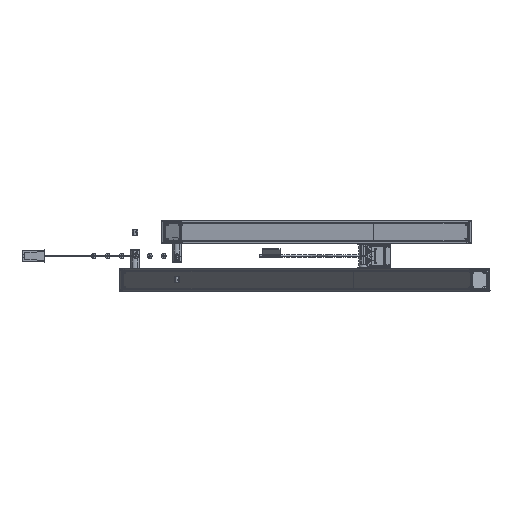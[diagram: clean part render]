
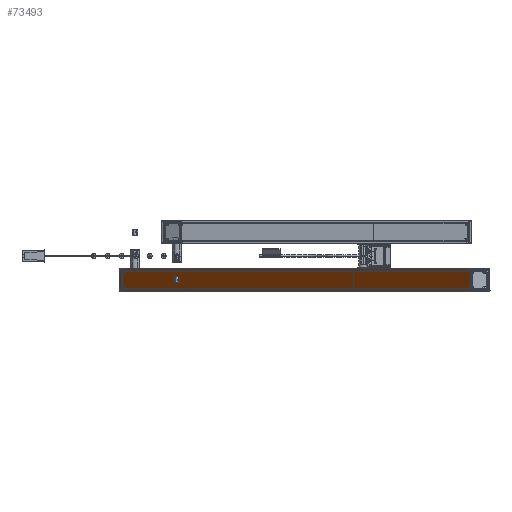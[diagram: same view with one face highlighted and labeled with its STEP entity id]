
A CAD part, left-side view. The second image highlights one B-rep face of the part: STEP entity #73493.
In plain terms, the highlighted face is planar.
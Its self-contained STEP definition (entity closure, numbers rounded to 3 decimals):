
#72823=DIRECTION('',(0.,0.,1.));
#72824=VECTOR('',#72823,24.);
#72825=CARTESIAN_POINT('',(-375.,12.,-12.));
#72826=LINE('',#72825,#72824);
#72907=DIRECTION('',(1.,0.,0.));
#72908=VECTOR('',#72907,750.);
#72909=CARTESIAN_POINT('',(-375.,12.,12.));
#72910=LINE('',#72909,#72908);
#72911=DIRECTION('',(1.,0.,0.));
#72912=VECTOR('',#72911,750.);
#72913=CARTESIAN_POINT('',(-375.,12.,-12.));
#72914=LINE('',#72913,#72912);
#72965=DIRECTION('',(0.,0.,1.));
#72966=VECTOR('',#72965,24.);
#72967=CARTESIAN_POINT('',(375.,12.,-12.));
#72968=LINE('',#72967,#72966);
#73287=CARTESIAN_POINT('',(-375.,12.,12.));
#73289=VERTEX_POINT('',#73287);
#73293=CARTESIAN_POINT('',(-375.,12.,-12.));
#73294=VERTEX_POINT('',#73293);
#73303=CARTESIAN_POINT('',(375.,12.,12.));
#73305=VERTEX_POINT('',#73303);
#73309=CARTESIAN_POINT('',(375.,12.,-12.));
#73310=VERTEX_POINT('',#73309);
#73480=CARTESIAN_POINT('',(-375.,12.,-12.));
#73481=DIRECTION('',(0.,1.,0.));
#73482=DIRECTION('',(0.,0.,1.));
#73483=AXIS2_PLACEMENT_3D('',#73480,#73481,#73482);
#73484=PLANE('',#73483);
#73485=ORIENTED_EDGE('',*,*,#73418,.F.);
#73487=ORIENTED_EDGE('',*,*,#73486,.T.);
#73489=ORIENTED_EDGE('',*,*,#73488,.T.);
#73490=ORIENTED_EDGE('',*,*,#73471,.F.);
#73491=EDGE_LOOP('',(#73485,#73487,#73489,#73490));
#73492=FACE_OUTER_BOUND('',#73491,.F.);
#73493=ADVANCED_FACE('',(#73492),#73484,.T.);
#73418=EDGE_CURVE('',#73294,#73289,#72826,.T.);
#73471=EDGE_CURVE('',#73289,#73305,#72910,.T.);
#73486=EDGE_CURVE('',#73294,#73310,#72914,.T.);
#73488=EDGE_CURVE('',#73310,#73305,#72968,.T.);
